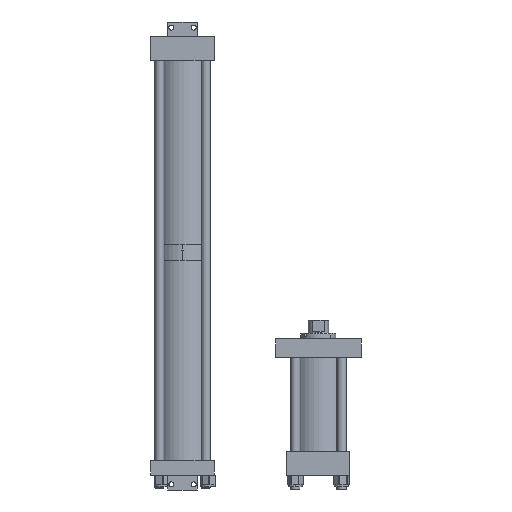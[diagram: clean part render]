
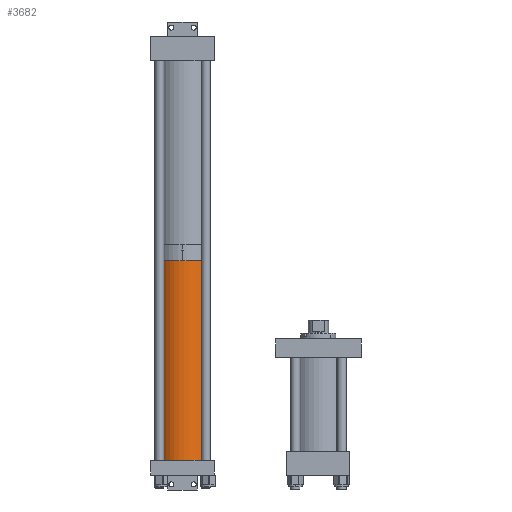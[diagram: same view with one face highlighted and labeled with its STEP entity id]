
A CAD part, front view. The second image highlights one B-rep face of the part: STEP entity #3682.
In plain terms, the highlighted cylindrical face has radius 47.625 mm (diameter 95.25 mm), a partial arc.
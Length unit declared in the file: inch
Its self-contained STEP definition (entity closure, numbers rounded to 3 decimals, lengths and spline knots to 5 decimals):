
#11 = AXIS2_PLACEMENT_3D ( 'NONE', #3710, #12318, #5684 ) ;
#258 = LINE ( 'NONE', #8853, #6720 ) ;
#626 = DIRECTION ( 'NONE',  ( 0., 0., -1. ) ) ;
#1236 = VERTEX_POINT ( 'NONE', #10852 ) ;
#1460 = CIRCLE ( 'NONE', #13939, 1.875 ) ;
#1730 = ORIENTED_EDGE ( 'NONE', *, *, #12537, .F. ) ;
#2064 = CARTESIAN_POINT ( 'NONE',  ( 0., 0., -1.875 ) ) ;
#2226 = DIRECTION ( 'NONE',  ( -1., 0., 0. ) ) ;
#3416 = ORIENTED_EDGE ( 'NONE', *, *, #8886, .T. ) ;
#3682 = ADVANCED_FACE ( 'NONE', ( #9123 ), #10361, .T. ) ;
#3710 = CARTESIAN_POINT ( 'NONE',  ( 13.446, 0., 0. ) ) ;
#3878 = AXIS2_PLACEMENT_3D ( 'NONE', #4426, #13064, #6387 ) ;
#3942 = VERTEX_POINT ( 'NONE', #2064 ) ;
#4352 = EDGE_CURVE ( 'NONE', #10998, #1236, #1460, .T. ) ;
#4426 = CARTESIAN_POINT ( 'NONE',  ( 0., 0., 0. ) ) ;
#4903 = CARTESIAN_POINT ( 'NONE',  ( 13.446, 0., 1.875 ) ) ;
#5604 = CARTESIAN_POINT ( 'NONE',  ( 0., 0., 1.875 ) ) ;
#5684 = DIRECTION ( 'NONE',  ( 0., 0., 1. ) ) ;
#6387 = DIRECTION ( 'NONE',  ( 0., 0., -1. ) ) ;
#6597 = CIRCLE ( 'NONE', #3878, 1.875 ) ;
#6720 = VECTOR ( 'NONE', #2226, 39.37008 ) ;
#7178 = CARTESIAN_POINT ( 'NONE',  ( 13.446, 0., -1.875 ) ) ;
#7219 = DIRECTION ( 'NONE',  ( 1., 0., 0. ) ) ;
#7467 = EDGE_CURVE ( 'NONE', #3942, #8541, #6597, .T. ) ;
#8541 = VERTEX_POINT ( 'NONE', #5604 ) ;
#8853 = CARTESIAN_POINT ( 'NONE',  ( 13.446, 0., -1.875 ) ) ;
#8886 = EDGE_CURVE ( 'NONE', #10998, #3942, #258, .T. ) ;
#9123 = FACE_OUTER_BOUND ( 'NONE', #13032, .T. ) ;
#10361 = CYLINDRICAL_SURFACE ( 'NONE', #11, 1.875 ) ;
#10760 = VECTOR ( 'NONE', #13532, 39.37008 ) ;
#10852 = CARTESIAN_POINT ( 'NONE',  ( 13.446, 0., 1.875 ) ) ;
#10998 = VERTEX_POINT ( 'NONE', #7178 ) ;
#11580 = LINE ( 'NONE', #4903, #10760 ) ;
#12318 = DIRECTION ( 'NONE',  ( -1., 0., 0. ) ) ;
#12537 = EDGE_CURVE ( 'NONE', #1236, #8541, #11580, .T. ) ;
#13032 = EDGE_LOOP ( 'NONE', ( #13877, #3416, #14193, #1730 ) ) ;
#13064 = DIRECTION ( 'NONE',  ( 1., 0., 0. ) ) ;
#13532 = DIRECTION ( 'NONE',  ( -1., 0., 0. ) ) ;
#13877 = ORIENTED_EDGE ( 'NONE', *, *, #4352, .F. ) ;
#13892 = CARTESIAN_POINT ( 'NONE',  ( 13.446, 0., 0. ) ) ;
#13939 = AXIS2_PLACEMENT_3D ( 'NONE', #13892, #7219, #626 ) ;
#14193 = ORIENTED_EDGE ( 'NONE', *, *, #7467, .T. ) ;
